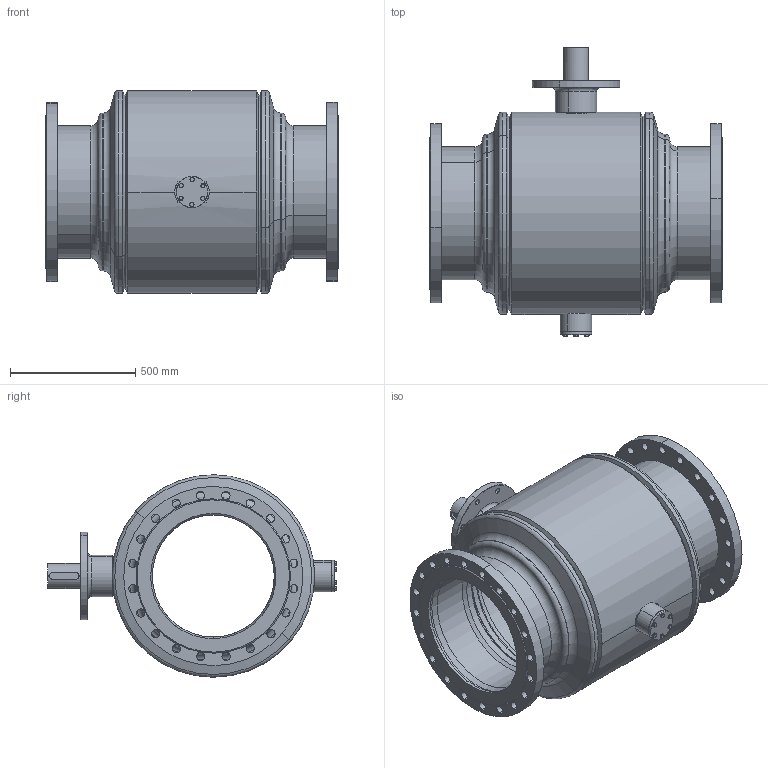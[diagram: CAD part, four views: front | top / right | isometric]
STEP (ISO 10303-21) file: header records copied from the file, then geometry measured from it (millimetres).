
FILE_DESCRIPTION (( 'STEP AP214' ), '1' );
FILE_NAME ('通径DN500法兰球阀-蜗轮盘PN16.STEP', '2026-02-03T06:57:49', ( '' ), ( '' ), 'SwSTEP 2.0', 'SolidWorks 2022', '' );
FILE_SCHEMA (( 'AUTOMOTIVE_DESIGN' ));
Length unit declared in the file: millimetre
Products named in the file (9): 500楊擘1.6; 揤裔600; 600Q367F16C-01; hexagon head bolts--product grade c gb_GB_FASTENER_BOLT_HHBC M10X45-N; 粣杶2; Q61F-600-3概裝; 600粣杶蜊傻; 通径DN500法兰球阀-蜗轮盘PN16; 500籵噤晚极
Assembly tree (15 placements, depth 2):
  通径DN500法兰球阀-蜗轮盘PN16
    600Q367F16C-01
    粣杶2
    600粣杶蜊傻
    500籵噤晚极  x2
    揤裔600
    hexagon head bolts--product grade c gb_GB_FASTENER_BOLT_HHBC M10X45-N  x6
    Q61F-600-3概裝
    500楊擘1.6  x2
Bounding box: 1167 x 1150.17 x 808 mm (x, y, z)
Volume: 98940749.1 mm3; surface area: 7761478.5 mm2
Topology: 15 solids, 15 shells, 670 faces, 1510 edges, 954 vertices
Faces by surface type: cylinder 350, plane 178, cone 124, torus 18
Entity records: 12586 total; most frequent: CARTESIAN_POINT 2685, DIRECTION 2168, ORIENTED_EDGE 1780, AXIS2_PLACEMENT_3D 919, EDGE_CURVE 890, VERTEX_POINT 564, CIRCLE 516, EDGE_LOOP 510
